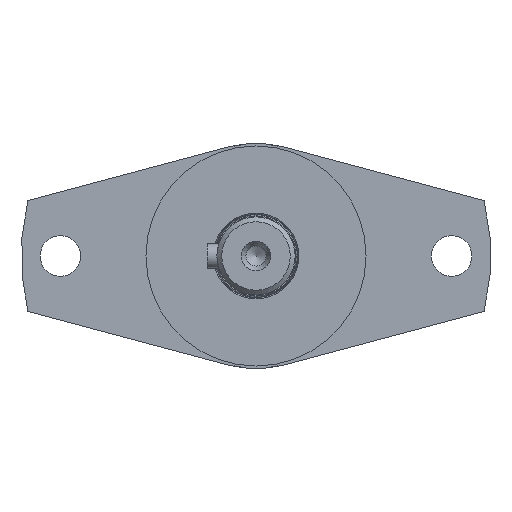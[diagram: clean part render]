
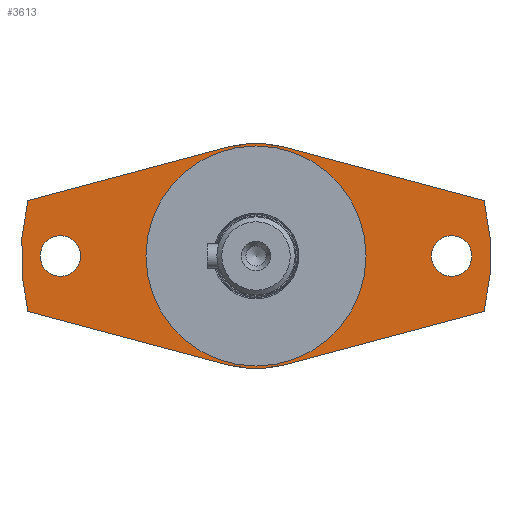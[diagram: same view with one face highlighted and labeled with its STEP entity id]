
A CAD part, left-side view. The second image highlights one B-rep face of the part: STEP entity #3613.
In plain terms, the highlighted planar face has unit normal (-1, 0, 0).
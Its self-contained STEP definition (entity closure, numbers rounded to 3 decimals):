
#322=LINE('',#6059,#598);
#323=LINE('',#6060,#599);
#324=LINE('',#6061,#600);
#325=LINE('',#6062,#601);
#598=VECTOR('',#4863,10.);
#599=VECTOR('',#4864,10.);
#600=VECTOR('',#4865,10.);
#601=VECTOR('',#4866,10.);
#697=FACE_BOUND('',#1177,.T.);
#698=FACE_BOUND('',#1178,.T.);
#699=FACE_BOUND('',#1179,.T.);
#802=PLANE('',#3959);
#967=FACE_OUTER_BOUND('',#1176,.T.);
#1176=EDGE_LOOP('',(#3060,#3061,#3062,#3063,#3064,#3065,#3066,#3067));
#1177=EDGE_LOOP('',(#3068));
#1178=EDGE_LOOP('',(#3069));
#1179=EDGE_LOOP('',(#3070,#3071));
#1356=CIRCLE('',#3940,23.);
#1358=CIRCLE('',#3942,23.);
#1363=CIRCLE('',#3949,48.);
#1364=CIRCLE('',#3951,22.5);
#1365=CIRCLE('',#3952,22.5);
#1367=CIRCLE('',#3955,48.);
#1370=CIRCLE('',#3960,4.15);
#1371=CIRCLE('',#3961,4.15);
#1684=VERTEX_POINT('',#6005);
#1685=VERTEX_POINT('',#6007);
#1688=VERTEX_POINT('',#6013);
#1689=VERTEX_POINT('',#6015);
#1695=VERTEX_POINT('',#6031);
#1696=VERTEX_POINT('',#6033);
#1697=VERTEX_POINT('',#6037);
#1698=VERTEX_POINT('',#6038);
#1699=VERTEX_POINT('',#6043);
#1702=VERTEX_POINT('',#6048);
#1705=VERTEX_POINT('',#6063);
#1706=VERTEX_POINT('',#6065);
#2151=EDGE_CURVE('',#1685,#1684,#1356,.T.);
#2155=EDGE_CURVE('',#1689,#1688,#1358,.T.);
#2164=EDGE_CURVE('',#1695,#1696,#1363,.T.);
#2166=EDGE_CURVE('',#1697,#1698,#1364,.T.);
#2167=EDGE_CURVE('',#1698,#1697,#1365,.T.);
#2172=EDGE_CURVE('',#1702,#1699,#1367,.T.);
#2177=EDGE_CURVE('',#1695,#1685,#322,.T.);
#2178=EDGE_CURVE('',#1684,#1699,#323,.T.);
#2179=EDGE_CURVE('',#1702,#1689,#324,.T.);
#2180=EDGE_CURVE('',#1688,#1696,#325,.T.);
#2181=EDGE_CURVE('',#1705,#1705,#1370,.T.);
#2182=EDGE_CURVE('',#1706,#1706,#1371,.T.);
#3060=ORIENTED_EDGE('',*,*,#2177,.T.);
#3061=ORIENTED_EDGE('',*,*,#2151,.T.);
#3062=ORIENTED_EDGE('',*,*,#2178,.T.);
#3063=ORIENTED_EDGE('',*,*,#2172,.F.);
#3064=ORIENTED_EDGE('',*,*,#2179,.T.);
#3065=ORIENTED_EDGE('',*,*,#2155,.T.);
#3066=ORIENTED_EDGE('',*,*,#2180,.T.);
#3067=ORIENTED_EDGE('',*,*,#2164,.F.);
#3068=ORIENTED_EDGE('',*,*,#2181,.T.);
#3069=ORIENTED_EDGE('',*,*,#2182,.T.);
#3070=ORIENTED_EDGE('',*,*,#2166,.T.);
#3071=ORIENTED_EDGE('',*,*,#2167,.T.);
#3613=ADVANCED_FACE('',(#967,#697,#698,#699),#802,.T.);
#3940=AXIS2_PLACEMENT_3D('',#6008,#4811,#4812);
#3942=AXIS2_PLACEMENT_3D('',#6016,#4817,#4818);
#3949=AXIS2_PLACEMENT_3D('',#6034,#4835,#4836);
#3951=AXIS2_PLACEMENT_3D('',#6039,#4840,#4841);
#3952=AXIS2_PLACEMENT_3D('',#6040,#4842,#4843);
#3955=AXIS2_PLACEMENT_3D('',#6050,#4851,#4852);
#3959=AXIS2_PLACEMENT_3D('',#6058,#4861,#4862);
#3960=AXIS2_PLACEMENT_3D('',#6064,#4867,#4868);
#3961=AXIS2_PLACEMENT_3D('',#6066,#4869,#4870);
#4811=DIRECTION('center_axis',(-1.,0.,0.));
#4812=DIRECTION('ref_axis',(0.,0.259,0.966));
#4817=DIRECTION('center_axis',(-1.,0.,0.));
#4818=DIRECTION('ref_axis',(0.,0.259,0.966));
#4835=DIRECTION('center_axis',(1.,0.,0.));
#4836=DIRECTION('ref_axis',(0.,-1.,0.));
#4840=DIRECTION('center_axis',(1.,0.,0.));
#4841=DIRECTION('ref_axis',(0.,-1.,0.));
#4842=DIRECTION('center_axis',(1.,0.,0.));
#4843=DIRECTION('ref_axis',(0.,-1.,0.));
#4851=DIRECTION('center_axis',(1.,0.,0.));
#4852=DIRECTION('ref_axis',(0.,-1.,0.));
#4861=DIRECTION('center_axis',(-1.,0.,0.));
#4862=DIRECTION('ref_axis',(0.,0.,
-1.));
#4863=DIRECTION('',(0.,0.966,0.259));
#4864=DIRECTION('',(0.,0.966,-0.259));
#4865=DIRECTION('',(0.,-0.966,-0.259));
#4866=DIRECTION('',(0.,-0.966,0.259));
#4867=DIRECTION('center_axis',(1.,0.,0.));
#4868=DIRECTION('ref_axis',(0.,0.,1.));
#4869=DIRECTION('center_axis',(1.,0.,0.));
#4870=DIRECTION('ref_axis',(0.,0.,1.));
#6005=CARTESIAN_POINT('',(-138.5,5.953,22.216));
#6007=CARTESIAN_POINT('',(-138.5,-5.953,22.216));
#6008=CARTESIAN_POINT('Origin',(-138.5,0.,
0.));
#6013=CARTESIAN_POINT('',(-138.5,-5.953,-22.216));
#6015=CARTESIAN_POINT('',(-138.5,5.953,-22.216));
#6016=CARTESIAN_POINT('Origin',(-138.5,0.,
0.));
#6031=CARTESIAN_POINT('',(-138.5,-46.648,11.312));
#6033=CARTESIAN_POINT('',(-138.5,-46.648,-11.312));
#6034=CARTESIAN_POINT('Origin',(-138.5,0.,
0.));
#6037=CARTESIAN_POINT('',(-138.5,-22.5,0.));
#6038=CARTESIAN_POINT('',(-138.5,22.5,0.));
#6039=CARTESIAN_POINT('Origin',(-138.5,0.,
0.));
#6040=CARTESIAN_POINT('Origin',(-138.5,0.,
0.));
#6043=CARTESIAN_POINT('',(-138.5,46.648,11.312));
#6048=CARTESIAN_POINT('',(-138.5,46.648,-11.312));
#6050=CARTESIAN_POINT('Origin',(-138.5,0.,
0.));
#6058=CARTESIAN_POINT('Origin',(-138.5,-35.25,0.));
#6059=CARTESIAN_POINT('',(-138.5,-45.921,11.507));
#6060=CARTESIAN_POINT('',(-138.5,-10.492,26.623));
#6061=CARTESIAN_POINT('',(-138.5,13.032,-20.319));
#6062=CARTESIAN_POINT('',(-138.5,-22.397,-17.81));
#6063=CARTESIAN_POINT('',(-138.5,40.,-4.15));
#6064=CARTESIAN_POINT('Origin',(-138.5,40.,0.));
#6065=CARTESIAN_POINT('',(-138.5,-40.,-4.15));
#6066=CARTESIAN_POINT('Origin',(-138.5,-40.,0.));
